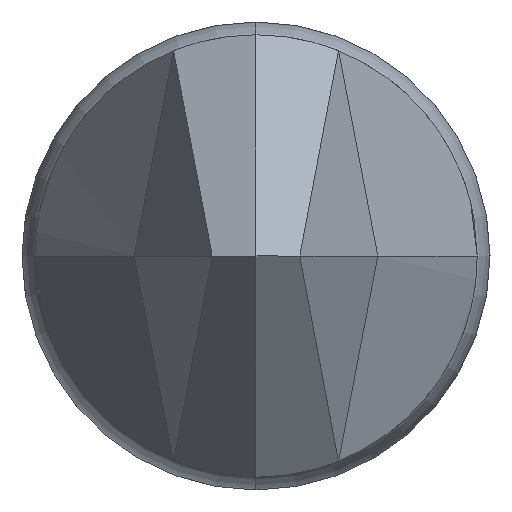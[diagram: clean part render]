
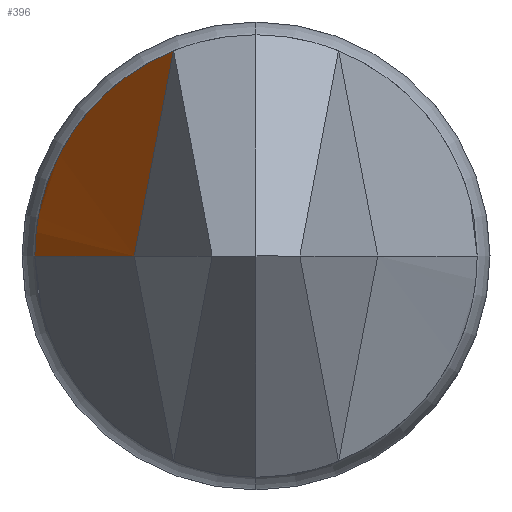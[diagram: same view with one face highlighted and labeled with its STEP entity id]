
A CAD part, left-side view. The second image highlights one B-rep face of the part: STEP entity #396.
In plain terms, the highlighted planar face has unit normal (-0.489, 0.847, 0.208).
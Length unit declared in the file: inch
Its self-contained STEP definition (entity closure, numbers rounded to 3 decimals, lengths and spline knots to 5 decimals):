
#48 = DIRECTION ( 'NONE',  ( 0.489, -0.847, -0.208 ) ) ;
#53 = DIRECTION ( 'NONE',  ( 0.866, 0.5, 0. ) ) ;
#75 = DIRECTION ( 'NONE',  ( -0.092, 0.187, -0.978 ) ) ;
#88 = CARTESIAN_POINT ( 'NONE',  ( -0.41688, 0.019, 0.00155 ) ) ;
#97 = CARTESIAN_POINT ( 'NONE',  ( -0.432, 0.01046, 0. ) ) ;
#99 = CARTESIAN_POINT ( 'NONE',  ( -0.4172, 0.019, 0. ) ) ;
#108 = CARTESIAN_POINT ( 'NONE',  ( -0.41655, 0.01881, 0.00309 ) ) ;
#114 = CARTESIAN_POINT ( 'NONE',  ( -0.41622, 0.01844, 0.00459 ) ) ;
#201 = EDGE_LOOP ( 'NONE', ( #1199, #858, #1663, #1158 ) ) ;
#231 = CARTESIAN_POINT ( 'NONE',  ( -0.4172, 0.019, 0. ) ) ;
#322 = VECTOR ( 'NONE', #75, 39.37008 ) ;
#344 = VECTOR ( 'NONE', #1706, 39.37008 ) ;
#396 = ADVANCED_FACE ( 'NONE', ( #1854 ), #1395, .F. ) ;
#405 = EDGE_CURVE ( 'NONE', #1420, #1762, #627, .T. ) ;
#423 = AXIS2_PLACEMENT_3D ( 'NONE', #1580, #48, #53 ) ;
#497 = CARTESIAN_POINT ( 'NONE',  ( -0.432, 0.01046, 0. ) ) ;
#627 = B_SPLINE_CURVE_WITH_KNOTS ( 'NONE', 3,
 ( #99, #88, #108, #114 ),
 .UNSPECIFIED., .F., .F.,
 ( 4, 4 ),
 ( 0., 1. ),
 .UNSPECIFIED. ) ;
#831 = VERTEX_POINT ( 'NONE', #497 ) ;
#858 = ORIENTED_EDGE ( 'NONE', *, *, #1716, .F. ) ;
#884 = CARTESIAN_POINT ( 'NONE',  ( -0.42134, 0.01285, 0.01531 ) ) ;
#927 = CARTESIAN_POINT ( 'NONE',  ( -0.41622, 0.01844, 0.00459 ) ) ;
#930 = CARTESIAN_POINT ( 'NONE',  ( -0.41626, 0.01693, 0.01062 ) ) ;
#1015 = VERTEX_POINT ( 'NONE', #1252 ) ;
#1127 = CARTESIAN_POINT ( 'NONE',  ( -0.43034, 0.00709, 0.01763 ) ) ;
#1158 = ORIENTED_EDGE ( 'NONE', *, *, #1301, .F. ) ;
#1199 = ORIENTED_EDGE ( 'NONE', *, *, #405, .F. ) ;
#1252 = CARTESIAN_POINT ( 'NONE',  ( -0.43034, 0.00709, 0.01763 ) ) ;
#1297 = CARTESIAN_POINT ( 'NONE',  ( -0.41622, 0.01844, 0.00459 ) ) ;
#1301 = EDGE_CURVE ( 'NONE', #1762, #1015, #1536, .T. ) ;
#1395 = PLANE ( 'NONE',  #423 ) ;
#1412 = EDGE_CURVE ( 'NONE', #1015, #831, #1850, .T. ) ;
#1420 = VERTEX_POINT ( 'NONE', #231 ) ;
#1493 = LINE ( 'NONE', #97, #344 ) ;
#1536 =( BOUNDED_CURVE ( )  B_SPLINE_CURVE ( 3, ( #927, #930, #884, #1127 ),
 .UNSPECIFIED., .F., .F. ) 
 B_SPLINE_CURVE_WITH_KNOTS ( ( 4, 4 ),
 ( 3.14513, 4.08941 ),
 .UNSPECIFIED. ) 
 CURVE ( )  GEOMETRIC_REPRESENTATION_ITEM ( )  RATIONAL_B_SPLINE_CURVE ( ( 1., 0.927, 0.927, 1. ) ) 
 REPRESENTATION_ITEM ( '' )  );
#1580 = CARTESIAN_POINT ( 'NONE',  ( -0.432, 0.01046, 0. ) ) ;
#1663 = ORIENTED_EDGE ( 'NONE', *, *, #1412, .F. ) ;
#1706 = DIRECTION ( 'NONE',  ( 0.866, 0.5, 0. ) ) ;
#1716 = EDGE_CURVE ( 'NONE', #831, #1420, #1493, .T. ) ;
#1762 = VERTEX_POINT ( 'NONE', #1297 ) ;
#1766 = CARTESIAN_POINT ( 'NONE',  ( -0.432, 0.01046, 0. ) ) ;
#1850 = LINE ( 'NONE', #1766, #322 ) ;
#1854 = FACE_OUTER_BOUND ( 'NONE', #201, .T. ) ;
